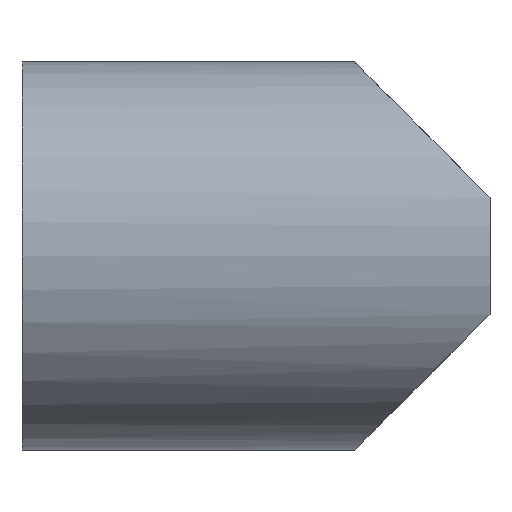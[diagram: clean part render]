
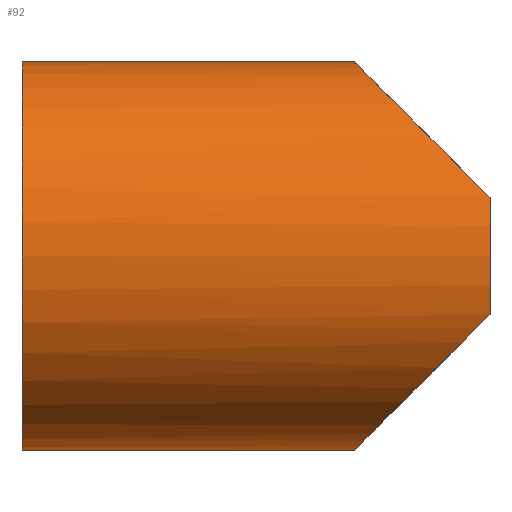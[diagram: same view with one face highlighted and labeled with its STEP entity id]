
A CAD part, front view. The second image highlights one B-rep face of the part: STEP entity #92.
In plain terms, the highlighted cylindrical face has radius 21.082 mm (diameter 42.164 mm), a full revolution.
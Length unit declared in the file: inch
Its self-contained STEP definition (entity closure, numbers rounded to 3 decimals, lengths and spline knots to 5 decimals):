
#22=FACE_BOUND('',#35,.T.);
#26=ELLIPSE('',#120,1.1738,0.83);
#27=ELLIPSE('',#122,1.1738,0.83);
#28=FACE_OUTER_BOUND('',#34,.T.);
#34=EDGE_LOOP('',(#64));
#35=EDGE_LOOP('',(#65,#66,#67,#68));
#44=CIRCLE('',#119,0.83);
#45=CIRCLE('',#121,0.83);
#46=CIRCLE('',#123,0.83);
#48=VERTEX_POINT('',#160);
#49=VERTEX_POINT('',#162);
#50=VERTEX_POINT('',#163);
#51=VERTEX_POINT('',#165);
#52=VERTEX_POINT('',#167);
#55=EDGE_CURVE('',#48,#48,#44,.T.);
#56=EDGE_CURVE('',#49,#50,#26,.T.);
#57=EDGE_CURVE('',#50,#51,#45,.T.);
#58=EDGE_CURVE('',#51,#52,#27,.T.);
#59=EDGE_CURVE('',#52,#49,#46,.T.);
#64=ORIENTED_EDGE('',*,*,#55,.T.);
#65=ORIENTED_EDGE('',*,*,#56,.T.);
#66=ORIENTED_EDGE('',*,*,#57,.T.);
#67=ORIENTED_EDGE('',*,*,#58,.T.);
#68=ORIENTED_EDGE('',*,*,#59,.T.);
#82=CYLINDRICAL_SURFACE('',#118,0.83);
#92=ADVANCED_FACE('',(#28,#22),#82,.T.);
#118=AXIS2_PLACEMENT_3D('',#159,#132,#133);
#119=AXIS2_PLACEMENT_3D('',#161,#134,#135);
#120=AXIS2_PLACEMENT_3D('',#164,#136,#137);
#121=AXIS2_PLACEMENT_3D('',#166,#138,#139);
#122=AXIS2_PLACEMENT_3D('',#168,#140,#141);
#123=AXIS2_PLACEMENT_3D('',#169,#142,#143);
#132=DIRECTION('center_axis',(1.,0.,0.));
#133=DIRECTION('ref_axis',(0.,0.,-1.));
#134=DIRECTION('center_axis',(1.,0.,0.));
#135=DIRECTION('ref_axis',(0.,0.,-1.));
#136=DIRECTION('center_axis',(-0.707,0.,0.707));
#137=DIRECTION('ref_axis',(0.707,0.,0.707));
#138=DIRECTION('center_axis',(-1.,0.,0.));
#139=DIRECTION('ref_axis',(0.,0.,-1.));
#140=DIRECTION('center_axis',(-0.707,0.,
-0.707));
#141=DIRECTION('ref_axis',(0.707,0.,-0.707));
#142=DIRECTION('center_axis',(-1.,0.,0.));
#143=DIRECTION('ref_axis',(0.,0.,-1.));
#159=CARTESIAN_POINT('Origin',(22.375,1.125,1.25));
#160=CARTESIAN_POINT('',(20.375,1.125,0.42));
#161=CARTESIAN_POINT('Origin',(20.375,1.125,1.25));
#162=CARTESIAN_POINT('',(22.375,1.91645,1.));
#163=CARTESIAN_POINT('',(22.375,0.33355,1.));
#164=CARTESIAN_POINT('Origin',(22.625,1.125,1.25));
#165=CARTESIAN_POINT('',(22.375,0.33355,1.5));
#166=CARTESIAN_POINT('Origin',(22.375,1.125,1.25));
#167=CARTESIAN_POINT('',(22.375,1.91645,1.5));
#168=CARTESIAN_POINT('Origin',(22.625,1.125,1.25));
#169=CARTESIAN_POINT('Origin',(22.375,1.125,1.25));
